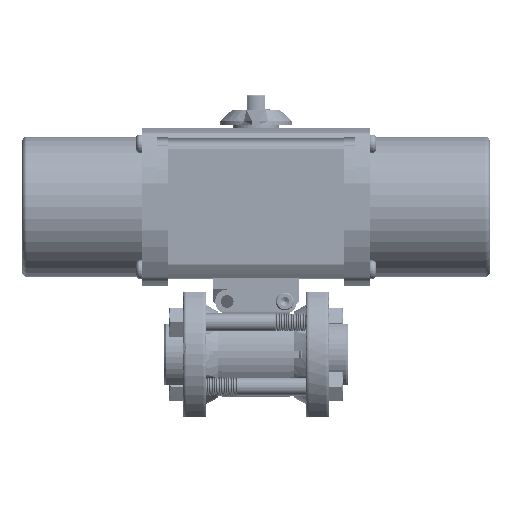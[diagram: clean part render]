
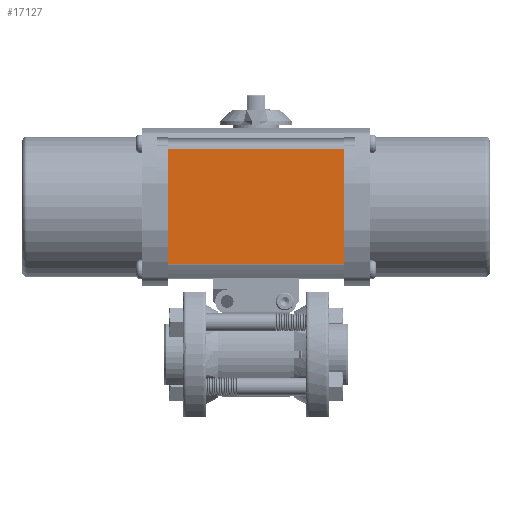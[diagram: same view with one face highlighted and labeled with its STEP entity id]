
A CAD part, top view. The second image highlights one B-rep face of the part: STEP entity #17127.
In plain terms, the highlighted planar face has unit normal (0, 0, 1).
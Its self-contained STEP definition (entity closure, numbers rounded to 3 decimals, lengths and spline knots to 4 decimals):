
#10809 = CARTESIAN_POINT ( 'NONE',  ( -1.5275, 3.5621, 1.17 ) ) ;
#13217 = VECTOR ( 'NONE', #20823, 39.3701 ) ;
#15729 = CARTESIAN_POINT ( 'NONE',  ( 1.5275, 3.5694, 1.17 ) ) ;
#17127 = ADVANCED_FACE ( 'NONE', ( #133342 ), #75567, .F. ) ;
#20823 = DIRECTION ( 'NONE',  ( 1., 0., 0. ) ) ;
#21641 = EDGE_LOOP ( 'NONE', ( #145445, #56448, #121089, #50639 ) ) ;
#27003 = DIRECTION ( 'NONE',  ( 0., 1., 0. ) ) ;
#35656 = VERTEX_POINT ( 'NONE', #177839 ) ;
#39076 = VERTEX_POINT ( 'NONE', #141183 ) ;
#40401 = VERTEX_POINT ( 'NONE', #10809 ) ;
#40487 = LINE ( 'NONE', #147252, #101572 ) ;
#50639 = ORIENTED_EDGE ( 'NONE', *, *, #79786, .T. ) ;
#55583 = AXIS2_PLACEMENT_3D ( 'NONE', #67780, #66673, #66479 ) ;
#56448 = ORIENTED_EDGE ( 'NONE', *, *, #171721, .T. ) ;
#62450 = LINE ( 'NONE', #80616, #13217 ) ;
#66479 = DIRECTION ( 'NONE',  ( 0., -1., 0. ) ) ;
#66673 = DIRECTION ( 'NONE',  ( 0., 0., -1. ) ) ;
#67780 = CARTESIAN_POINT ( 'NONE',  ( -5.0403, 3.5694, 1.17 ) ) ;
#74364 = LINE ( 'NONE', #156999, #154266 ) ;
#75567 = PLANE ( 'NONE',  #55583 ) ;
#79786 = EDGE_CURVE ( 'NONE', #39076, #163457, #62450, .T. ) ;
#80616 = CARTESIAN_POINT ( 'NONE',  ( -5.0403, 1.5679, 1.17 ) ) ;
#97252 = DIRECTION ( 'NONE',  ( -1., 0., 0. ) ) ;
#101572 = VECTOR ( 'NONE', #27003, 39.3701 ) ;
#101732 = LINE ( 'NONE', #15729, #146418 ) ;
#120748 = DIRECTION ( 'NONE',  ( 0., -1., 0. ) ) ;
#121089 = ORIENTED_EDGE ( 'NONE', *, *, #177575, .F. ) ;
#132181 = CARTESIAN_POINT ( 'NONE',  ( 1.5275, 1.5679, 1.17 ) ) ;
#133342 = FACE_OUTER_BOUND ( 'NONE', #21641, .T. ) ;
#141183 = CARTESIAN_POINT ( 'NONE',  ( -1.5275, 1.5679, 1.17 ) ) ;
#142360 = EDGE_CURVE ( 'NONE', #35656, #163457, #101732, .T. ) ;
#145445 = ORIENTED_EDGE ( 'NONE', *, *, #142360, .F. ) ;
#146418 = VECTOR ( 'NONE', #120748, 39.3701 ) ;
#147252 = CARTESIAN_POINT ( 'NONE',  ( -1.5275, 3.5694, 1.17 ) ) ;
#154266 = VECTOR ( 'NONE', #97252, 39.3701 ) ;
#156999 = CARTESIAN_POINT ( 'NONE',  ( -5.0403, 3.5621, 1.17 ) ) ;
#163457 = VERTEX_POINT ( 'NONE', #132181 ) ;
#171721 = EDGE_CURVE ( 'NONE', #35656, #40401, #74364, .T. ) ;
#177575 = EDGE_CURVE ( 'NONE', #39076, #40401, #40487, .T. ) ;
#177839 = CARTESIAN_POINT ( 'NONE',  ( 1.5275, 3.5621, 1.17 ) ) ;
